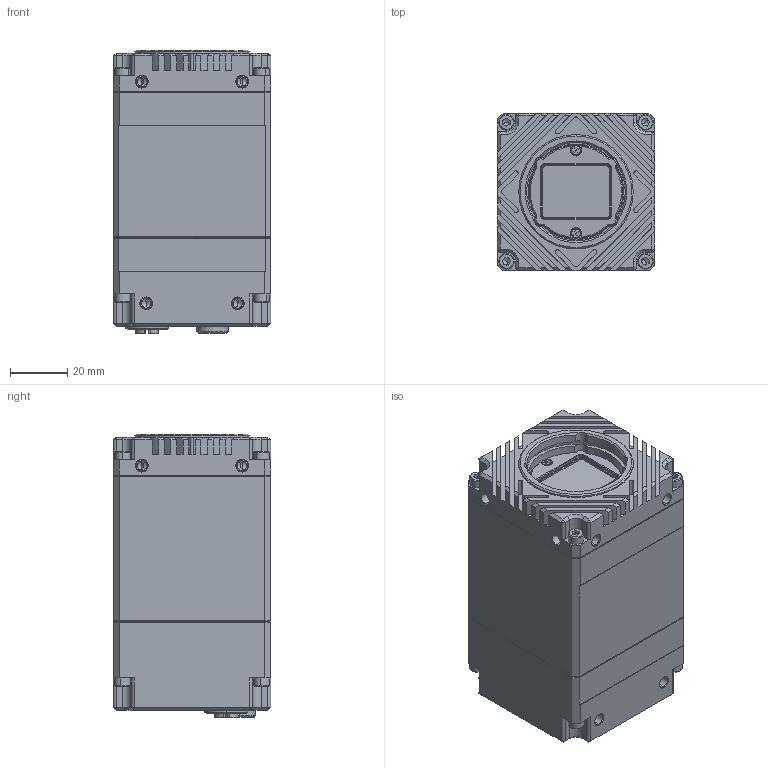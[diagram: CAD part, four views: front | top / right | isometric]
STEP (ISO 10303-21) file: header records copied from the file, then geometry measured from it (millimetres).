
FILE_DESCRIPTION (( 'STEP AP203' ), '1' );
FILE_NAME ('328-295-A.STEP', '2020-05-14T02:09:57', ( '' ), ( '' ), 'SwSTEP 2.0', 'SolidWorks 2017', '' );
FILE_SCHEMA (( 'CONFIG_CONTROL_DESIGN' ));
Products named in the file (1): 328-295-A
Bounding box: 55 x 55 x 99.15 mm (x, y, z)
Volume: 273301.4 mm3; surface area: 38064.7 mm2
Topology: 6 solids, 6 shells, 1428 faces, 3671 edges, 2295 vertices
Faces by surface type: plane 737, cylinder 409, cone 168, bspline 76, torus 38
Entity records: 45240 total; most frequent: CARTESIAN_POINT 10542, DIRECTION 7314, ORIENTED_EDGE 7262, EDGE_CURVE 3631, AXIS2_PLACEMENT_3D 2555, VERTEX_POINT 2295, LINE 2204, VECTOR 2204
